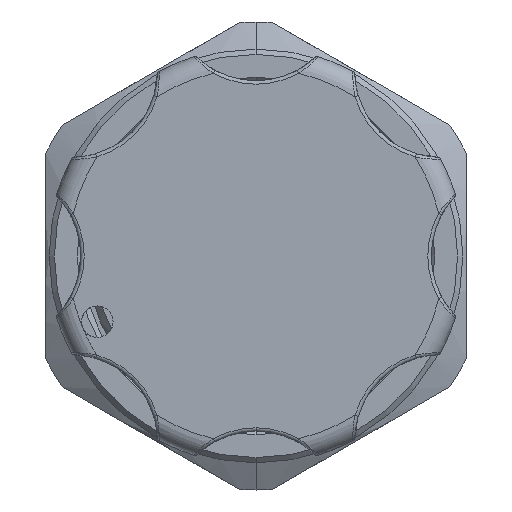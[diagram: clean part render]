
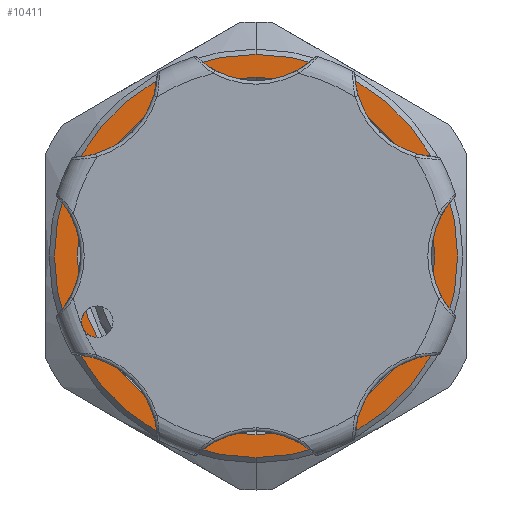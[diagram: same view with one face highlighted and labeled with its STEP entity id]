
A CAD part, left-side view. The second image highlights one B-rep face of the part: STEP entity #10411.
In plain terms, the highlighted planar face has unit normal (-1, 0, 0).
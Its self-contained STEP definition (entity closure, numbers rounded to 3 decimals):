
#91 = EDGE_LOOP ( 'NONE', ( #8837, #13175 ) ) ;
#145 = CIRCLE ( 'NONE', #11175, 11.5 ) ;
#231 = EDGE_LOOP ( 'NONE', ( #6873, #10529 ) ) ;
#943 = DIRECTION ( 'NONE',  ( 0., 0., -1. ) ) ;
#999 = VERTEX_POINT ( 'NONE', #4120 ) ;
#1207 = CIRCLE ( 'NONE', #1760, 10.2 ) ;
#1551 = CIRCLE ( 'NONE', #4356, 11.5 ) ;
#1749 = EDGE_CURVE ( 'NONE', #999, #10382, #3801, .T. ) ;
#1760 = AXIS2_PLACEMENT_3D ( 'NONE', #2514, #8759, #4567 ) ;
#2095 = VERTEX_POINT ( 'NONE', #12718 ) ;
#2514 = CARTESIAN_POINT ( 'NONE',  ( 0., 0., 0. ) ) ;
#2796 = CARTESIAN_POINT ( 'NONE',  ( 0., 0., 10.2 ) ) ;
#3801 = CIRCLE ( 'NONE', #4808, 10.2 ) ;
#4120 = CARTESIAN_POINT ( 'NONE',  ( 0., 0., -10.2 ) ) ;
#4356 = AXIS2_PLACEMENT_3D ( 'NONE', #5221, #5172, #12559 ) ;
#4567 = DIRECTION ( 'NONE',  ( 0., 0., 1. ) ) ;
#4808 = AXIS2_PLACEMENT_3D ( 'NONE', #8050, #6097, #7156 ) ;
#5018 = VERTEX_POINT ( 'NONE', #6842 ) ;
#5172 = DIRECTION ( 'NONE',  ( -1., 0., 0. ) ) ;
#5221 = CARTESIAN_POINT ( 'NONE',  ( 0., 0., 0. ) ) ;
#5786 = FACE_OUTER_BOUND ( 'NONE', #231, .T. ) ;
#6097 = DIRECTION ( 'NONE',  ( -1., 0., 0. ) ) ;
#6311 = EDGE_CURVE ( 'NONE', #5018, #2095, #145, .T. ) ;
#6571 = DIRECTION ( 'NONE',  ( 0., 0., -1. ) ) ;
#6614 = PLANE ( 'NONE',  #10729 ) ;
#6842 = CARTESIAN_POINT ( 'NONE',  ( 0., 0., 11.5 ) ) ;
#6873 = ORIENTED_EDGE ( 'NONE', *, *, #8326, .T. ) ;
#7156 = DIRECTION ( 'NONE',  ( 0., 0., 1. ) ) ;
#7211 = CARTESIAN_POINT ( 'NONE',  ( 0., 0., 0. ) ) ;
#8050 = CARTESIAN_POINT ( 'NONE',  ( 0., 0., 0. ) ) ;
#8326 = EDGE_CURVE ( 'NONE', #2095, #5018, #1551, .T. ) ;
#8759 = DIRECTION ( 'NONE',  ( -1., 0., 0. ) ) ;
#8837 = ORIENTED_EDGE ( 'NONE', *, *, #11379, .F. ) ;
#9575 = DIRECTION ( 'NONE',  ( 1., 0., 0. ) ) ;
#10015 = FACE_BOUND ( 'NONE', #91, .T. ) ;
#10382 = VERTEX_POINT ( 'NONE', #2796 ) ;
#10411 = ADVANCED_FACE ( 'NONE', ( #5786, #10015 ), #6614, .F. ) ;
#10529 = ORIENTED_EDGE ( 'NONE', *, *, #6311, .T. ) ;
#10729 = AXIS2_PLACEMENT_3D ( 'NONE', #12824, #9575, #6571 ) ;
#11175 = AXIS2_PLACEMENT_3D ( 'NONE', #7211, #11300, #943 ) ;
#11300 = DIRECTION ( 'NONE',  ( -1., 0., 0. ) ) ;
#11379 = EDGE_CURVE ( 'NONE', #10382, #999, #1207, .T. ) ;
#12559 = DIRECTION ( 'NONE',  ( 0., 0., -1. ) ) ;
#12718 = CARTESIAN_POINT ( 'NONE',  ( 0., 0., -11.5 ) ) ;
#12824 = CARTESIAN_POINT ( 'NONE',  ( 0., -12., 6.928 ) ) ;
#13175 = ORIENTED_EDGE ( 'NONE', *, *, #1749, .F. ) ;
